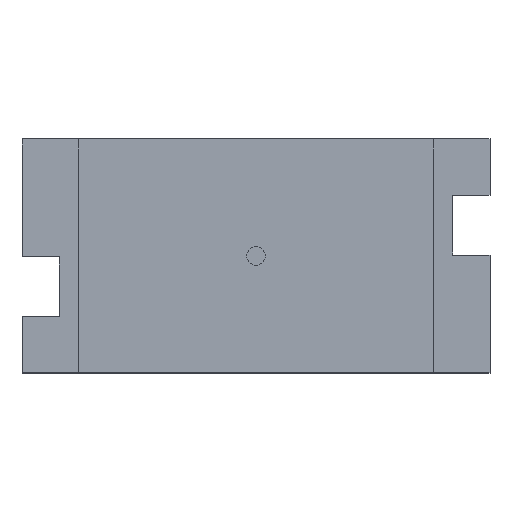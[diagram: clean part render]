
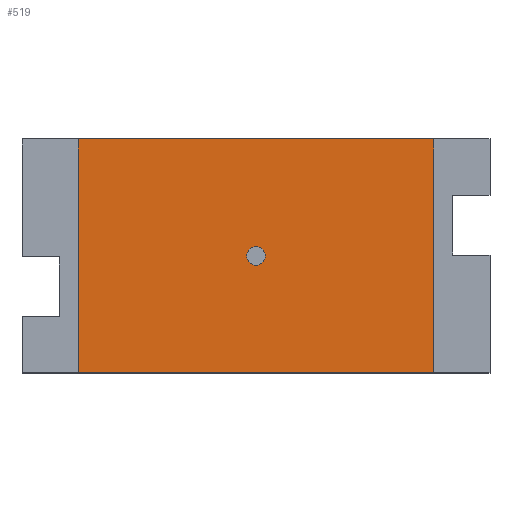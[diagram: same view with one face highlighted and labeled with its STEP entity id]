
A CAD part, top view. The second image highlights one B-rep face of the part: STEP entity #519.
In plain terms, the highlighted planar face has unit normal (0, 0, 1).
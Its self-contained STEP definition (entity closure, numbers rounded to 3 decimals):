
#17=FACE_BOUND('',#116,.T.);
#54=PLANE('',#569);
#84=FACE_OUTER_BOUND('',#115,.T.);
#115=EDGE_LOOP('',(#400,#401,#402,#403));
#116=EDGE_LOOP('',(#404));
#144=LINE('',#745,#206);
#148=LINE('',#752,#210);
#151=LINE('',#758,#213);
#153=LINE('',#761,#215);
#206=VECTOR('',#611,1000.);
#210=VECTOR('',#617,1000.);
#213=VECTOR('',#622,1000.);
#215=VECTOR('',#626,1000.);
#265=CIRCLE('',#562,0.125);
#269=VERTEX_POINT('',#732);
#273=VERTEX_POINT('',#742);
#274=VERTEX_POINT('',#744);
#276=VERTEX_POINT('',#750);
#278=VERTEX_POINT('',#756);
#313=EDGE_CURVE('',#269,#269,#265,.T.);
#318=EDGE_CURVE('',#274,#273,#144,.T.);
#322=EDGE_CURVE('',#273,#276,#148,.T.);
#325=EDGE_CURVE('',#276,#278,#151,.T.);
#327=EDGE_CURVE('',#278,#274,#153,.T.);
#400=ORIENTED_EDGE('',*,*,#318,.T.);
#401=ORIENTED_EDGE('',*,*,#322,.T.);
#402=ORIENTED_EDGE('',*,*,#325,.T.);
#403=ORIENTED_EDGE('',*,*,#327,.T.);
#404=ORIENTED_EDGE('',*,*,#313,.T.);
#519=ADVANCED_FACE('',(#84,#17),#54,.F.);
#562=AXIS2_PLACEMENT_3D('',#733,#600,#601);
#569=AXIS2_PLACEMENT_3D('',#762,#627,#628);
#600=DIRECTION('center_axis',(0.,0.,-1.));
#601=DIRECTION('ref_axis',(-1.,0.,0.));
#611=DIRECTION('',(0.,1.,0.));
#617=DIRECTION('',(-1.,0.,0.));
#622=DIRECTION('',(0.,-1.,0.));
#626=DIRECTION('',(1.,0.,0.));
#627=DIRECTION('center_axis',(0.,0.,-1.));
#628=DIRECTION('ref_axis',(-1.,0.,0.));
#732=CARTESIAN_POINT('',(0.125,0.,0.635));
#733=CARTESIAN_POINT('Origin',(0.,0.,0.635));
#742=CARTESIAN_POINT('',(2.413,1.588,0.635));
#744=CARTESIAN_POINT('',(2.413,-1.588,0.635));
#745=CARTESIAN_POINT('',(2.413,-1.588,0.635));
#750=CARTESIAN_POINT('',(-2.413,1.588,0.635));
#752=CARTESIAN_POINT('',(-2.413,1.588,0.635));
#756=CARTESIAN_POINT('',(-2.413,-1.588,0.635));
#758=CARTESIAN_POINT('',(-2.413,-1.588,0.635));
#761=CARTESIAN_POINT('',(-2.413,-1.588,0.635));
#762=CARTESIAN_POINT('Origin',(0.,0.,0.635));
